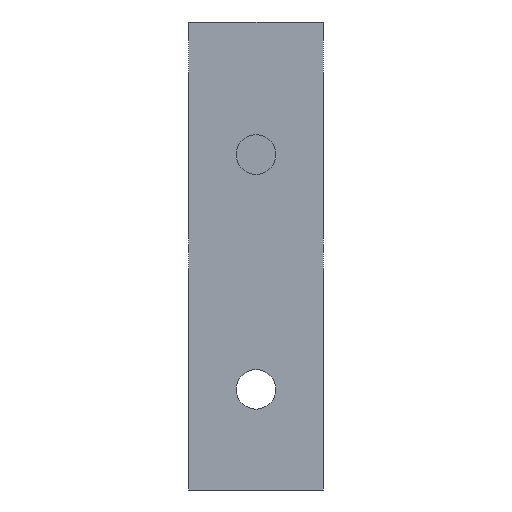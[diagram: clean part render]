
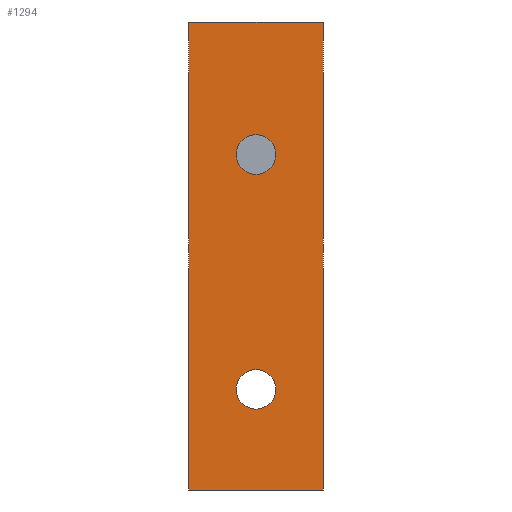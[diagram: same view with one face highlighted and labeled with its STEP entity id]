
A CAD part, left-side view. The second image highlights one B-rep face of the part: STEP entity #1294.
In plain terms, the highlighted planar face has unit normal (-1, 0, 0).
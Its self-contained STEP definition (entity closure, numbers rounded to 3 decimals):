
#26=FACE_BOUND('',#156,.T.);
#27=FACE_BOUND('',#157,.T.);
#50=CIRCLE('',#1365,2.95);
#51=CIRCLE('',#1367,2.95);
#91=FACE_OUTER_BOUND('',#155,.T.);
#155=EDGE_LOOP('',(#961,#962,#963,#964));
#156=EDGE_LOOP('',(#965));
#157=EDGE_LOOP('',(#966));
#286=LINE('',#1910,#451);
#288=LINE('',#1914,#453);
#289=LINE('',#1916,#454);
#290=LINE('',#1917,#455);
#451=VECTOR('',#1558,10.);
#453=VECTOR('',#1562,10.);
#454=VECTOR('',#1563,10.);
#455=VECTOR('',#1564,10.);
#589=VERTEX_POINT('',#1875);
#590=VERTEX_POINT('',#1879);
#600=VERTEX_POINT('',#1907);
#601=VERTEX_POINT('',#1909);
#602=VERTEX_POINT('',#1913);
#603=VERTEX_POINT('',#1915);
#728=EDGE_CURVE('',#589,#589,#50,.T.);
#730=EDGE_CURVE('',#590,#590,#51,.T.);
#744=EDGE_CURVE('',#600,#601,#286,.T.);
#746=EDGE_CURVE('',#602,#600,#288,.T.);
#747=EDGE_CURVE('',#602,#603,#289,.T.);
#748=EDGE_CURVE('',#603,#601,#290,.T.);
#961=ORIENTED_EDGE('',*,*,#746,.F.);
#962=ORIENTED_EDGE('',*,*,#747,.T.);
#963=ORIENTED_EDGE('',*,*,#748,.T.);
#964=ORIENTED_EDGE('',*,*,#744,.F.);
#965=ORIENTED_EDGE('',*,*,#728,.F.);
#966=ORIENTED_EDGE('',*,*,#730,.F.);
#1238=PLANE('',#1376);
#1294=ADVANCED_FACE('',(#91,#26,#27),#1238,.F.);
#1365=AXIS2_PLACEMENT_3D('',#1876,#1525,#1526);
#1367=AXIS2_PLACEMENT_3D('',#1880,#1530,#1531);
#1376=AXIS2_PLACEMENT_3D('',#1912,#1560,#1561);
#1525=DIRECTION('center_axis',(-1.,0.,0.));
#1526=DIRECTION('ref_axis',(0.,1.,0.));
#1530=DIRECTION('center_axis',(-1.,0.,0.));
#1531=DIRECTION('ref_axis',(0.,1.,0.));
#1558=DIRECTION('',(0.,1.,0.));
#1560=DIRECTION('center_axis',(1.,0.,0.));
#1561=DIRECTION('ref_axis',(0.,0.,-1.));
#1562=DIRECTION('',(0.,0.,-1.));
#1563=DIRECTION('',(0.,1.,0.));
#1564=DIRECTION('',(0.,0.,-1.));
#1875=CARTESIAN_POINT('',(-55.,7.05,50.));
#1876=CARTESIAN_POINT('Origin',(-55.,10.,50.));
#1879=CARTESIAN_POINT('',(-55.,7.05,15.));
#1880=CARTESIAN_POINT('Origin',(-55.,10.,15.));
#1907=CARTESIAN_POINT('',(-55.,0.,0.));
#1909=CARTESIAN_POINT('',(-55.,20.,0.));
#1910=CARTESIAN_POINT('',(-55.,0.,0.));
#1912=CARTESIAN_POINT('Origin',(-55.,0.,69.75));
#1913=CARTESIAN_POINT('',(-55.,0.,69.75));
#1914=CARTESIAN_POINT('',(-55.,0.,69.75));
#1915=CARTESIAN_POINT('',(-55.,20.,69.75));
#1916=CARTESIAN_POINT('',(-55.,0.,69.75));
#1917=CARTESIAN_POINT('',(-55.,20.,69.75));
